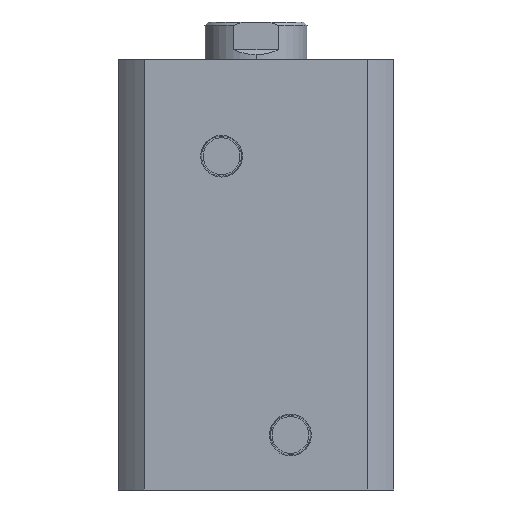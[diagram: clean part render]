
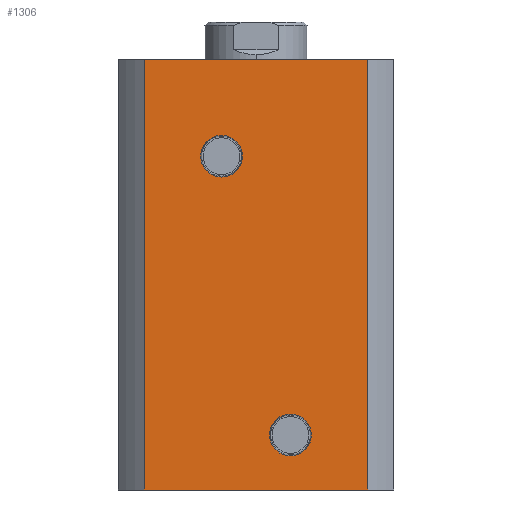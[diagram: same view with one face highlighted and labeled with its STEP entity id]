
A CAD part, left-side view. The second image highlights one B-rep face of the part: STEP entity #1306.
In plain terms, the highlighted planar face has unit normal (-1, 0, 0).
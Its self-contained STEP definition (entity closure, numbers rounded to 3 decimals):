
#125 = EDGE_LOOP ( 'NONE', ( #1486, #1487 ) ) ;
#128 = EDGE_LOOP ( 'NONE', ( #1488, #1489 ) ) ;
#129 = EDGE_LOOP ( 'NONE', ( #1490, #1491, #1492, #1493 ) ) ;
#288 = CIRCLE ( 'NONE', #3412, 6.06 ) ;
#499 = DIRECTION ( 'NONE',  ( 1., 0., 0. ) ) ;
#504 = CARTESIAN_POINT ( 'NONE',  ( -40., 0., 125. ) ) ;
#506 = PLANE ( 'NONE',  #3371 ) ;
#508 = DIRECTION ( 'NONE',  ( 0., 1., 0. ) ) ;
#586 = CARTESIAN_POINT ( 'NONE',  ( -40., -10., 9.94 ) ) ;
#588 = CARTESIAN_POINT ( 'NONE',  ( -40., -10., 22.06 ) ) ;
#596 = CARTESIAN_POINT ( 'NONE',  ( -40., 10., 90.94 ) ) ;
#597 = CARTESIAN_POINT ( 'NONE',  ( -40., 10., 103.06 ) ) ;
#681 = CARTESIAN_POINT ( 'NONE',  ( -40., -32.438, 125. ) ) ;
#682 = CARTESIAN_POINT ( 'NONE',  ( -40., 32.438, 125. ) ) ;
#726 = CARTESIAN_POINT ( 'NONE',  ( -40., 32.438, 0. ) ) ;
#731 = CARTESIAN_POINT ( 'NONE',  ( -40., -32.438, 0. ) ) ;
#819 = CARTESIAN_POINT ( 'NONE',  ( -40., 10., 97. ) ) ;
#820 = DIRECTION ( 'NONE',  ( -1., 0., 0. ) ) ;
#821 = DIRECTION ( 'NONE',  ( 0., 0., 1. ) ) ;
#1306 = ADVANCED_FACE ( 'NONE', ( #3663, #3660, #3665 ), #506, .F. ) ;
#1486 = ORIENTED_EDGE ( 'NONE', *, *, #3158, .F. ) ;
#1487 = ORIENTED_EDGE ( 'NONE', *, *, #3009, .F. ) ;
#1488 = ORIENTED_EDGE ( 'NONE', *, *, #3159, .F. ) ;
#1489 = ORIENTED_EDGE ( 'NONE', *, *, #2997, .F. ) ;
#1490 = ORIENTED_EDGE ( 'NONE', *, *, #3160, .T. ) ;
#1491 = ORIENTED_EDGE ( 'NONE', *, *, #3161, .F. ) ;
#1492 = ORIENTED_EDGE ( 'NONE', *, *, #3162, .F. ) ;
#1493 = ORIENTED_EDGE ( 'NONE', *, *, #3156, .T. ) ;
#1695 = VERTEX_POINT ( 'NONE', #586 ) ;
#1697 = VERTEX_POINT ( 'NONE', #588 ) ;
#1705 = VERTEX_POINT ( 'NONE', #596 ) ;
#1706 = VERTEX_POINT ( 'NONE', #597 ) ;
#1839 = VERTEX_POINT ( 'NONE', #681 ) ;
#1841 = VERTEX_POINT ( 'NONE', #682 ) ;
#1967 = VERTEX_POINT ( 'NONE', #726 ) ;
#1982 = VERTEX_POINT ( 'NONE', #731 ) ;
#2243 = LINE ( 'NONE', #2881, #2245 ) ;
#2244 = LINE ( 'NONE', #2896, #2254 ) ;
#2245 = VECTOR ( 'NONE', #2875, 1000. ) ;
#2246 = CIRCLE ( 'NONE', #3467, 6.06 ) ;
#2247 = CIRCLE ( 'NONE', #3468, 6.06 ) ;
#2248 = LINE ( 'NONE', #2890, #2250 ) ;
#2249 = LINE ( 'NONE', #2900, #2252 ) ;
#2250 = VECTOR ( 'NONE', #2891, 1000. ) ;
#2252 = VECTOR ( 'NONE', #2902, 1000. ) ;
#2254 = VECTOR ( 'NONE', #2903, 1000. ) ;
#2538 = CARTESIAN_POINT ( 'NONE',  ( -40., -10., 16. ) ) ;
#2539 = DIRECTION ( 'NONE',  ( -1., 0., 0. ) ) ;
#2540 = DIRECTION ( 'NONE',  ( 0., 0., 1. ) ) ;
#2875 = DIRECTION ( 'NONE',  ( 0., 0., -1. ) ) ;
#2881 = CARTESIAN_POINT ( 'NONE',  ( -40., 32.438, 125. ) ) ;
#2890 = CARTESIAN_POINT ( 'NONE',  ( -40., 0., 0. ) ) ;
#2891 = DIRECTION ( 'NONE',  ( 0., -1., 0. ) ) ;
#2892 = CARTESIAN_POINT ( 'NONE',  ( -40., -10., 16. ) ) ;
#2893 = DIRECTION ( 'NONE',  ( -1., 0., 0. ) ) ;
#2894 = DIRECTION ( 'NONE',  ( 0., 0., 1. ) ) ;
#2896 = CARTESIAN_POINT ( 'NONE',  ( -40., 0., 125. ) ) ;
#2897 = CARTESIAN_POINT ( 'NONE',  ( -40., 10., 97. ) ) ;
#2898 = DIRECTION ( 'NONE',  ( -1., 0., 0. ) ) ;
#2899 = DIRECTION ( 'NONE',  ( 0., 0., 1. ) ) ;
#2900 = CARTESIAN_POINT ( 'NONE',  ( -40., -32.438, 125. ) ) ;
#2902 = DIRECTION ( 'NONE',  ( 0., 0., -1. ) ) ;
#2903 = DIRECTION ( 'NONE',  ( 0., -1., 0. ) ) ;
#2997 = EDGE_CURVE ( 'NONE', #1705, #1706, #3585, .T. ) ;
#3009 = EDGE_CURVE ( 'NONE', #1695, #1697, #288, .T. ) ;
#3156 = EDGE_CURVE ( 'NONE', #1841, #1967, #2243, .T. ) ;
#3158 = EDGE_CURVE ( 'NONE', #1697, #1695, #2246, .T. ) ;
#3159 = EDGE_CURVE ( 'NONE', #1706, #1705, #2247, .T. ) ;
#3160 = EDGE_CURVE ( 'NONE', #1967, #1982, #2248, .T. ) ;
#3161 = EDGE_CURVE ( 'NONE', #1839, #1982, #2249, .T. ) ;
#3162 = EDGE_CURVE ( 'NONE', #1841, #1839, #2244, .T. ) ;
#3371 = AXIS2_PLACEMENT_3D ( 'NONE', #504, #499, #508 ) ;
#3405 = AXIS2_PLACEMENT_3D ( 'NONE', #819, #820, #821 ) ;
#3412 = AXIS2_PLACEMENT_3D ( 'NONE', #2538, #2539, #2540 ) ;
#3467 = AXIS2_PLACEMENT_3D ( 'NONE', #2892, #2893, #2894 ) ;
#3468 = AXIS2_PLACEMENT_3D ( 'NONE', #2897, #2898, #2899 ) ;
#3585 = CIRCLE ( 'NONE', #3405, 6.06 ) ;
#3660 = FACE_BOUND ( 'NONE', #128, .T. ) ;
#3663 = FACE_BOUND ( 'NONE', #125, .T. ) ;
#3665 = FACE_OUTER_BOUND ( 'NONE', #129, .T. ) ;
